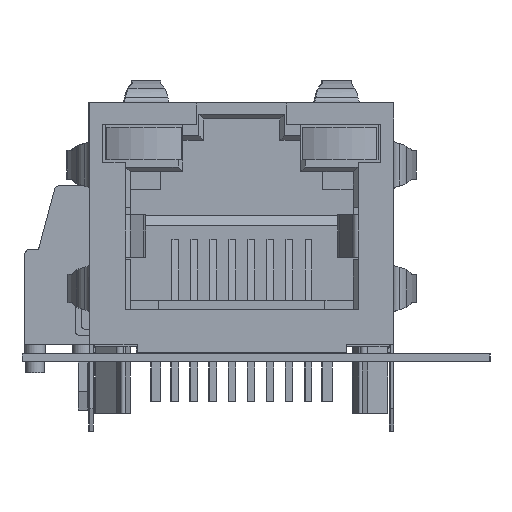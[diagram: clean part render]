
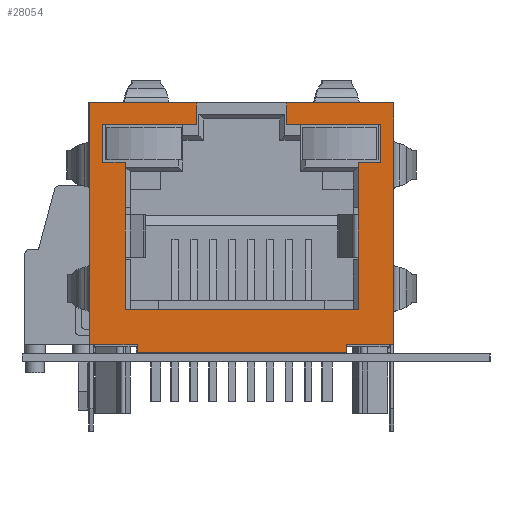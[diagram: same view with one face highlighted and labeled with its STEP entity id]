
A CAD part, left-side view. The second image highlights one B-rep face of the part: STEP entity #28054.
In plain terms, the highlighted planar face has unit normal (-1, 0, 0).
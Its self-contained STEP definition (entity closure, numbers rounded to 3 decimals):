
#20671 = VERTEX_POINT('',#20672);
#20672 = CARTESIAN_POINT('',(79.388,83.347,13.405));
#20680 = EDGE_CURVE('',#20681,#20671,#20683,.T.);
#20681 = VERTEX_POINT('',#20682);
#20682 = CARTESIAN_POINT('',(79.388,77.632,13.405));
#20683 = LINE('',#20684,#20685);
#20684 = CARTESIAN_POINT('',(79.388,77.632,
    13.405));
#20685 = VECTOR('',#20686,1.);
#20686 = DIRECTION('',(0.,1.,0.));
#20705 = VERTEX_POINT('',#20706);
#20706 = CARTESIAN_POINT('',(79.388,93.888,13.405));
#20712 = EDGE_CURVE('',#20713,#20705,#20715,.T.);
#20713 = VERTEX_POINT('',#20714);
#20714 = CARTESIAN_POINT('',(79.388,88.173,13.405));
#20715 = LINE('',#20716,#20717);
#20716 = CARTESIAN_POINT('',(79.388,88.173,
    13.405));
#20717 = VECTOR('',#20718,1.);
#20718 = DIRECTION('',(0.,1.,0.));
#23221 = VERTEX_POINT('',#23222);
#23222 = CARTESIAN_POINT('',(79.388,80.172,0.501));
#23230 = EDGE_CURVE('',#23221,#23231,#23233,.T.);
#23231 = VERTEX_POINT('',#23232);
#23232 = CARTESIAN_POINT('',(79.388,80.172,0.07)
  );
#23233 = LINE('',#23234,#23235);
#23234 = CARTESIAN_POINT('',(79.388,80.172,
    0.501));
#23235 = VECTOR('',#23236,1.);
#23236 = DIRECTION('',(0.,0.,-1.));
#23333 = VERTEX_POINT('',#23334);
#23334 = CARTESIAN_POINT('',(79.388,91.348,0.07)
  );
#23340 = EDGE_CURVE('',#23341,#23333,#23343,.T.);
#23341 = VERTEX_POINT('',#23342);
#23342 = CARTESIAN_POINT('',(79.388,91.348,0.501));
#23343 = LINE('',#23344,#23345);
#23344 = CARTESIAN_POINT('',(79.388,91.348,
    0.501));
#23345 = VECTOR('',#23346,1.);
#23346 = DIRECTION('',(0.,0.,-1.));
#23377 = EDGE_CURVE('',#23333,#23231,#23378,.T.);
#23378 = LINE('',#23379,#23380);
#23379 = CARTESIAN_POINT('',(79.388,91.348,
    0.07));
#23380 = VECTOR('',#23381,1.);
#23381 = DIRECTION('',(0.,-1.,0.));
#23422 = VERTEX_POINT('',#23423);
#23423 = CARTESIAN_POINT('',(79.388,91.983,5.15));
#23441 = VERTEX_POINT('',#23442);
#23442 = CARTESIAN_POINT('',(79.388,91.983,7.436));
#23449 = EDGE_CURVE('',#23422,#23441,#23450,.T.);
#23450 = LINE('',#23451,#23452);
#23451 = CARTESIAN_POINT('',(79.388,91.983,5.15
    ));
#23452 = VECTOR('',#23453,1.);
#23453 = DIRECTION('',(0.,0.,1.));
#23533 = VERTEX_POINT('',#23534);
#23534 = CARTESIAN_POINT('',(79.388,79.537,7.436));
#23647 = VERTEX_POINT('',#23648);
#23648 = CARTESIAN_POINT('',(79.388,79.537,5.15));
#23655 = EDGE_CURVE('',#23647,#23533,#23656,.T.);
#23656 = LINE('',#23657,#23658);
#23657 = CARTESIAN_POINT('',(79.388,79.537,
    5.15));
#23658 = VECTOR('',#23659,1.);
#23659 = DIRECTION('',(0.,0.,1.));
#27182 = VERTEX_POINT('',#27183);
#27183 = CARTESIAN_POINT('',(79.388,91.983,2.356));
#27189 = EDGE_CURVE('',#27190,#27182,#27192,.T.);
#27190 = VERTEX_POINT('',#27191);
#27191 = CARTESIAN_POINT('',(79.388,79.537,2.356));
#27192 = LINE('',#27193,#27194);
#27193 = CARTESIAN_POINT('',(79.388,79.537,
    2.356));
#27194 = VECTOR('',#27195,1.);
#27195 = DIRECTION('',(0.,1.,0.));
#27222 = EDGE_CURVE('',#23647,#27190,#27223,.T.);
#27223 = LINE('',#27224,#27225);
#27224 = CARTESIAN_POINT('',(79.388,79.537,
    5.15));
#27225 = VECTOR('',#27226,1.);
#27226 = DIRECTION('',(0.,0.,-1.));
#27242 = EDGE_CURVE('',#27243,#23533,#27245,.T.);
#27243 = VERTEX_POINT('',#27244);
#27244 = CARTESIAN_POINT('',(79.388,79.537,10.23));
#27245 = LINE('',#27246,#27247);
#27246 = CARTESIAN_POINT('',(79.388,79.537,
    10.23));
#27247 = VECTOR('',#27248,1.);
#27248 = DIRECTION('',(0.,0.,-1.));
#27944 = VERTEX_POINT('',#27945);
#27945 = CARTESIAN_POINT('',(79.388,88.173,12.262));
#27951 = EDGE_CURVE('',#27952,#27944,#27954,.T.);
#27952 = VERTEX_POINT('',#27953);
#27953 = CARTESIAN_POINT('',(79.388,93.19,12.262));
#27954 = LINE('',#27955,#27956);
#27955 = CARTESIAN_POINT('',(79.388,93.19,
    12.262));
#27956 = VECTOR('',#27957,1.);
#27957 = DIRECTION('',(0.,-1.,0.));
#27975 = EDGE_CURVE('',#27976,#27952,#27978,.T.);
#27976 = VERTEX_POINT('',#27977);
#27977 = CARTESIAN_POINT('',(79.388,93.19,10.23));
#27978 = LINE('',#27979,#27980);
#27979 = CARTESIAN_POINT('',(79.388,93.19,
    10.23));
#27980 = VECTOR('',#27981,1.);
#27981 = DIRECTION('',(0.,0.,1.));
#27999 = EDGE_CURVE('',#28000,#27976,#28002,.T.);
#28000 = VERTEX_POINT('',#28001);
#28001 = CARTESIAN_POINT('',(79.388,91.983,10.23));
#28002 = LINE('',#28003,#28004);
#28003 = CARTESIAN_POINT('',(79.388,91.983,
    10.23));
#28004 = VECTOR('',#28005,1.);
#28005 = DIRECTION('',(0.,1.,0.));
#28022 = EDGE_CURVE('',#27182,#23422,#28023,.T.);
#28023 = LINE('',#28024,#28025);
#28024 = CARTESIAN_POINT('',(79.388,91.983,2.356
    ));
#28025 = VECTOR('',#28026,1.);
#28026 = DIRECTION('',(0.,0.,1.));
#28043 = EDGE_CURVE('',#23441,#28000,#28044,.T.);
#28044 = LINE('',#28045,#28046);
#28045 = CARTESIAN_POINT('',(79.388,91.983,7.436
    ));
#28046 = VECTOR('',#28047,1.);
#28047 = DIRECTION('',(0.,0.,1.));
#28054 = ADVANCED_FACE('',(#28055),#28136,.T.);
#28055 = FACE_BOUND('',#28056,.T.);
#28056 = EDGE_LOOP('',(#28057,#28065,#28066,#28074,#28082,#28090,#28096,
    #28097,#28098,#28099,#28100,#28101,#28102,#28103,#28104,#28105,
    #28106,#28112,#28113,#28121,#28127,#28128,#28129,#28130));
#28057 = ORIENTED_EDGE('',*,*,#28058,.T.);
#28058 = EDGE_CURVE('',#28059,#20681,#28061,.T.);
#28059 = VERTEX_POINT('',#28060);
#28060 = CARTESIAN_POINT('',(79.388,77.632,0.501));
#28061 = LINE('',#28062,#28063);
#28062 = CARTESIAN_POINT('',(79.388,77.632,
    0.501));
#28063 = VECTOR('',#28064,1.);
#28064 = DIRECTION('',(0.,0.,1.));
#28065 = ORIENTED_EDGE('',*,*,#20680,.T.);
#28066 = ORIENTED_EDGE('',*,*,#28067,.T.);
#28067 = EDGE_CURVE('',#20671,#28068,#28070,.T.);
#28068 = VERTEX_POINT('',#28069);
#28069 = CARTESIAN_POINT('',(79.388,83.347,12.262));
#28070 = LINE('',#28071,#28072);
#28071 = CARTESIAN_POINT('',(79.388,83.347,
    13.405));
#28072 = VECTOR('',#28073,1.);
#28073 = DIRECTION('',(0.,0.,-1.));
#28074 = ORIENTED_EDGE('',*,*,#28075,.T.);
#28075 = EDGE_CURVE('',#28068,#28076,#28078,.T.);
#28076 = VERTEX_POINT('',#28077);
#28077 = CARTESIAN_POINT('',(79.388,78.331,12.262));
#28078 = LINE('',#28079,#28080);
#28079 = CARTESIAN_POINT('',(79.388,83.347,
    12.262));
#28080 = VECTOR('',#28081,1.);
#28081 = DIRECTION('',(0.,-1.,0.));
#28082 = ORIENTED_EDGE('',*,*,#28083,.T.);
#28083 = EDGE_CURVE('',#28076,#28084,#28086,.T.);
#28084 = VERTEX_POINT('',#28085);
#28085 = CARTESIAN_POINT('',(79.388,78.331,10.23));
#28086 = LINE('',#28087,#28088);
#28087 = CARTESIAN_POINT('',(79.388,78.331,
    12.262));
#28088 = VECTOR('',#28089,1.);
#28089 = DIRECTION('',(0.,0.,-1.));
#28090 = ORIENTED_EDGE('',*,*,#28091,.T.);
#28091 = EDGE_CURVE('',#28084,#27243,#28092,.T.);
#28092 = LINE('',#28093,#28094);
#28093 = CARTESIAN_POINT('',(79.388,78.331,
    10.23));
#28094 = VECTOR('',#28095,1.);
#28095 = DIRECTION('',(0.,1.,0.));
#28096 = ORIENTED_EDGE('',*,*,#27242,.T.);
#28097 = ORIENTED_EDGE('',*,*,#23655,.F.);
#28098 = ORIENTED_EDGE('',*,*,#27222,.T.);
#28099 = ORIENTED_EDGE('',*,*,#27189,.T.);
#28100 = ORIENTED_EDGE('',*,*,#28022,.T.);
#28101 = ORIENTED_EDGE('',*,*,#23449,.T.);
#28102 = ORIENTED_EDGE('',*,*,#28043,.T.);
#28103 = ORIENTED_EDGE('',*,*,#27999,.T.);
#28104 = ORIENTED_EDGE('',*,*,#27975,.T.);
#28105 = ORIENTED_EDGE('',*,*,#27951,.T.);
#28106 = ORIENTED_EDGE('',*,*,#28107,.T.);
#28107 = EDGE_CURVE('',#27944,#20713,#28108,.T.);
#28108 = LINE('',#28109,#28110);
#28109 = CARTESIAN_POINT('',(79.388,88.173,
    12.262));
#28110 = VECTOR('',#28111,1.);
#28111 = DIRECTION('',(0.,0.,1.));
#28112 = ORIENTED_EDGE('',*,*,#20712,.T.);
#28113 = ORIENTED_EDGE('',*,*,#28114,.T.);
#28114 = EDGE_CURVE('',#20705,#28115,#28117,.T.);
#28115 = VERTEX_POINT('',#28116);
#28116 = CARTESIAN_POINT('',(79.388,93.888,0.501));
#28117 = LINE('',#28118,#28119);
#28118 = CARTESIAN_POINT('',(79.388,93.888,
    13.405));
#28119 = VECTOR('',#28120,1.);
#28120 = DIRECTION('',(0.,0.,-1.));
#28121 = ORIENTED_EDGE('',*,*,#28122,.T.);
#28122 = EDGE_CURVE('',#28115,#23341,#28123,.T.);
#28123 = LINE('',#28124,#28125);
#28124 = CARTESIAN_POINT('',(79.388,93.888,
    0.501));
#28125 = VECTOR('',#28126,1.);
#28126 = DIRECTION('',(0.,-1.,0.));
#28127 = ORIENTED_EDGE('',*,*,#23340,.T.);
#28128 = ORIENTED_EDGE('',*,*,#23377,.T.);
#28129 = ORIENTED_EDGE('',*,*,#23230,.F.);
#28130 = ORIENTED_EDGE('',*,*,#28131,.T.);
#28131 = EDGE_CURVE('',#23221,#28059,#28132,.T.);
#28132 = LINE('',#28133,#28134);
#28133 = CARTESIAN_POINT('',(79.388,80.172,
    0.501));
#28134 = VECTOR('',#28135,1.);
#28135 = DIRECTION('',(0.,-1.,0.));
#28136 = PLANE('',#28137);
#28137 = AXIS2_PLACEMENT_3D('',#28138,#28139,#28140);
#28138 = CARTESIAN_POINT('',(79.388,85.76,6.796));
#28139 = DIRECTION('',(-1.,0.,0.));
#28140 = DIRECTION('',(0.,1.,0.));
